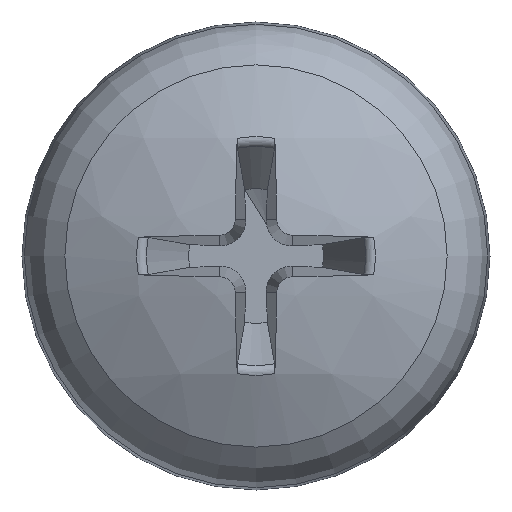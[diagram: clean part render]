
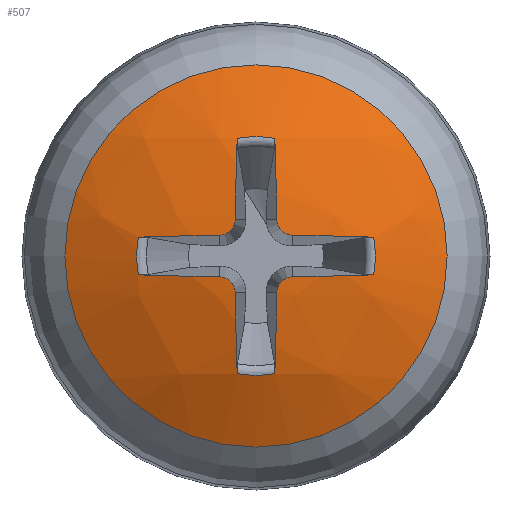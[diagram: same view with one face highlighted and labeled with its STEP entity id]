
A CAD part, left-side view. The second image highlights one B-rep face of the part: STEP entity #507.
In plain terms, the highlighted spherical face has radius 8 mm.
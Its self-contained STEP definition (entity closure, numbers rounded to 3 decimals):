
#23=FACE_BOUND('',#102,.T.);
#25=ELLIPSE('',#580,0.33,0.327);
#26=ELLIPSE('',#583,0.33,0.327);
#27=ELLIPSE('',#586,0.33,0.327);
#28=ELLIPSE('',#589,0.33,0.327);
#29=SPHERICAL_SURFACE('',#578,8.);
#71=FACE_OUTER_BOUND('',#101,.T.);
#101=EDGE_LOOP('',(#376));
#102=EDGE_LOOP('',(#377,#378,#379,#380,#381,#382,#383,#384,#385,#386,#387,
#388,#389,#390,#391,#392));
#170=CIRCLE('',#554,2.42);
#173=CIRCLE('',#559,2.42);
#176=CIRCLE('',#564,2.42);
#180=CIRCLE('',#570,2.42);
#184=CIRCLE('',#576,3.88);
#186=CIRCLE('',#579,7.996);
#187=CIRCLE('',#581,7.996);
#188=CIRCLE('',#582,7.996);
#189=CIRCLE('',#584,7.996);
#190=CIRCLE('',#585,7.996);
#191=CIRCLE('',#587,7.996);
#192=CIRCLE('',#588,7.996);
#193=CIRCLE('',#590,7.996);
#201=VERTEX_POINT('',#782);
#204=VERTEX_POINT('',#796);
#207=VERTEX_POINT('',#815);
#210=VERTEX_POINT('',#829);
#213=VERTEX_POINT('',#848);
#216=VERTEX_POINT('',#862);
#220=VERTEX_POINT('',#883);
#223=VERTEX_POINT('',#897);
#228=VERTEX_POINT('',#919);
#229=VERTEX_POINT('',#924);
#230=VERTEX_POINT('',#926);
#231=VERTEX_POINT('',#929);
#232=VERTEX_POINT('',#931);
#233=VERTEX_POINT('',#934);
#234=VERTEX_POINT('',#936);
#235=VERTEX_POINT('',#939);
#236=VERTEX_POINT('',#941);
#258=EDGE_CURVE('',#204,#201,#170,.T.);
#265=EDGE_CURVE('',#210,#207,#173,.T.);
#272=EDGE_CURVE('',#216,#213,#176,.T.);
#280=EDGE_CURVE('',#223,#220,#180,.T.);
#286=EDGE_CURVE('',#228,#228,#184,.T.);
#288=EDGE_CURVE('',#229,#204,#186,.T.);
#289=EDGE_CURVE('',#230,#229,#25,.T.);
#290=EDGE_CURVE('',#220,#230,#187,.T.);
#291=EDGE_CURVE('',#231,#223,#188,.T.);
#292=EDGE_CURVE('',#232,#231,#26,.T.);
#293=EDGE_CURVE('',#213,#232,#189,.T.);
#294=EDGE_CURVE('',#233,#216,#190,.T.);
#295=EDGE_CURVE('',#234,#233,#27,.T.);
#296=EDGE_CURVE('',#207,#234,#191,.T.);
#297=EDGE_CURVE('',#235,#210,#192,.T.);
#298=EDGE_CURVE('',#236,#235,#28,.T.);
#299=EDGE_CURVE('',#201,#236,#193,.T.);
#376=ORIENTED_EDGE('',*,*,#286,.F.);
#377=ORIENTED_EDGE('',*,*,#288,.F.);
#378=ORIENTED_EDGE('',*,*,#289,.F.);
#379=ORIENTED_EDGE('',*,*,#290,.F.);
#380=ORIENTED_EDGE('',*,*,#280,.F.);
#381=ORIENTED_EDGE('',*,*,#291,.F.);
#382=ORIENTED_EDGE('',*,*,#292,.F.);
#383=ORIENTED_EDGE('',*,*,#293,.F.);
#384=ORIENTED_EDGE('',*,*,#272,.F.);
#385=ORIENTED_EDGE('',*,*,#294,.F.);
#386=ORIENTED_EDGE('',*,*,#295,.F.);
#387=ORIENTED_EDGE('',*,*,#296,.F.);
#388=ORIENTED_EDGE('',*,*,#265,.F.);
#389=ORIENTED_EDGE('',*,*,#297,.F.);
#390=ORIENTED_EDGE('',*,*,#298,.F.);
#391=ORIENTED_EDGE('',*,*,#299,.F.);
#392=ORIENTED_EDGE('',*,*,#258,.F.);
#507=ADVANCED_FACE('',(#71,#23),#29,.T.);
#554=AXIS2_PLACEMENT_3D('',#807,#633,#634);
#559=AXIS2_PLACEMENT_3D('',#840,#645,#646);
#564=AXIS2_PLACEMENT_3D('',#873,#657,#658);
#570=AXIS2_PLACEMENT_3D('',#908,#671,#672);
#576=AXIS2_PLACEMENT_3D('',#921,#685,#686);
#578=AXIS2_PLACEMENT_3D('',#923,#689,#690);
#579=AXIS2_PLACEMENT_3D('',#925,#691,#692);
#580=AXIS2_PLACEMENT_3D('',#927,#693,#694);
#581=AXIS2_PLACEMENT_3D('',#928,#695,#696);
#582=AXIS2_PLACEMENT_3D('',#930,#697,#698);
#583=AXIS2_PLACEMENT_3D('',#932,#699,#700);
#584=AXIS2_PLACEMENT_3D('',#933,#701,#702);
#585=AXIS2_PLACEMENT_3D('',#935,#703,#704);
#586=AXIS2_PLACEMENT_3D('',#937,#705,#706);
#587=AXIS2_PLACEMENT_3D('',#938,#707,#708);
#588=AXIS2_PLACEMENT_3D('',#940,#709,#710);
#589=AXIS2_PLACEMENT_3D('',#942,#711,#712);
#590=AXIS2_PLACEMENT_3D('',#943,#713,#714);
#633=DIRECTION('center_axis',(-1.,0.,0.));
#634=DIRECTION('ref_axis',(0.,1.,0.));
#645=DIRECTION('center_axis',(-1.,0.,0.));
#646=DIRECTION('ref_axis',(0.,0.,-1.));
#657=DIRECTION('center_axis',(-1.,0.,0.));
#658=DIRECTION('ref_axis',(0.,-1.,0.));
#671=DIRECTION('center_axis',(-1.,0.,0.));
#672=DIRECTION('ref_axis',(0.,0.,1.));
#685=DIRECTION('center_axis',(1.,0.,0.));
#686=DIRECTION('ref_axis',(0.,-1.,0.));
#689=DIRECTION('center_axis',(0.,0.,
1.));
#690=DIRECTION('ref_axis',(-1.,-0.026,0.));
#691=DIRECTION('center_axis',(-0.087,-0.006,
-0.996));
#692=DIRECTION('ref_axis',(0.,-1.,0.006));
#693=DIRECTION('center_axis',(0.991,-0.093,-0.093));
#694=DIRECTION('ref_axis',(0.132,0.701,0.701));
#695=DIRECTION('center_axis',(-0.087,-0.996,-0.006));
#696=DIRECTION('ref_axis',(0.,-0.006,1.));
#697=DIRECTION('center_axis',(-0.087,0.996,-0.006));
#698=DIRECTION('ref_axis',(0.,-0.006,-1.));
#699=DIRECTION('center_axis',(0.991,0.093,-0.093));
#700=DIRECTION('ref_axis',(0.132,-0.701,0.701));
#701=DIRECTION('center_axis',(-0.087,0.006,-0.996));
#702=DIRECTION('ref_axis',(0.,-1.,-0.006));
#703=DIRECTION('center_axis',(-0.087,0.006,0.996));
#704=DIRECTION('ref_axis',(0.,1.,-0.006));
#705=DIRECTION('center_axis',(0.991,0.093,0.093));
#706=DIRECTION('ref_axis',(0.132,-0.701,-0.701));
#707=DIRECTION('center_axis',(-0.087,0.996,0.006));
#708=DIRECTION('ref_axis',(0.,0.006,-1.));
#709=DIRECTION('center_axis',(-0.087,-0.996,0.006));
#710=DIRECTION('ref_axis',(0.,0.006,1.));
#711=DIRECTION('center_axis',(0.991,-0.093,0.093));
#712=DIRECTION('ref_axis',(0.132,0.701,-0.701));
#713=DIRECTION('center_axis',(-0.087,-0.006,
0.996));
#714=DIRECTION('ref_axis',(0.,1.,0.006));
#782=CARTESIAN_POINT('',(-3.325,2.39,-0.382));
#796=CARTESIAN_POINT('',(-3.325,2.39,0.382));
#807=CARTESIAN_POINT('Origin',(-3.325,0.,0.));
#815=CARTESIAN_POINT('',(-3.325,-0.382,-2.39));
#829=CARTESIAN_POINT('',(-3.325,0.382,-2.39));
#840=CARTESIAN_POINT('Origin',(-3.325,0.,0.));
#848=CARTESIAN_POINT('',(-3.325,-2.39,0.382));
#862=CARTESIAN_POINT('',(-3.325,-2.39,-0.382));
#873=CARTESIAN_POINT('Origin',(-3.325,0.,0.));
#883=CARTESIAN_POINT('',(-3.325,0.382,2.39));
#897=CARTESIAN_POINT('',(-3.325,-0.382,2.39));
#908=CARTESIAN_POINT('Origin',(-3.325,0.,0.));
#919=CARTESIAN_POINT('',(-2.696,0.,3.88));
#921=CARTESIAN_POINT('Origin',(-2.696,0.,
0.));
#923=CARTESIAN_POINT('Origin',(4.3,0.,0.));
#924=CARTESIAN_POINT('',(-3.654,0.744,0.422));
#925=CARTESIAN_POINT('Origin',(4.277,-0.002,-0.267));
#926=CARTESIAN_POINT('',(-3.654,0.422,0.744));
#927=CARTESIAN_POINT('Origin',(-3.623,0.749,0.749));
#928=CARTESIAN_POINT('Origin',(4.277,-0.267,-0.002));
#929=CARTESIAN_POINT('',(-3.654,-0.422,0.744));
#930=CARTESIAN_POINT('Origin',(4.277,0.267,-0.002));
#931=CARTESIAN_POINT('',(-3.654,-0.744,0.422));
#932=CARTESIAN_POINT('Origin',(-3.623,-0.749,0.749));
#933=CARTESIAN_POINT('Origin',(4.277,0.002,-0.267));
#934=CARTESIAN_POINT('',(-3.654,-0.744,-0.422));
#935=CARTESIAN_POINT('Origin',(4.277,0.002,0.267));
#936=CARTESIAN_POINT('',(-3.654,-0.422,-0.744));
#937=CARTESIAN_POINT('Origin',(-3.623,-0.749,-0.749));
#938=CARTESIAN_POINT('Origin',(4.277,0.267,0.002));
#939=CARTESIAN_POINT('',(-3.654,0.422,-0.744));
#940=CARTESIAN_POINT('Origin',(4.277,-0.267,0.002));
#941=CARTESIAN_POINT('',(-3.654,0.744,-0.422));
#942=CARTESIAN_POINT('Origin',(-3.623,0.749,-0.749));
#943=CARTESIAN_POINT('Origin',(4.277,-0.002,0.267));
